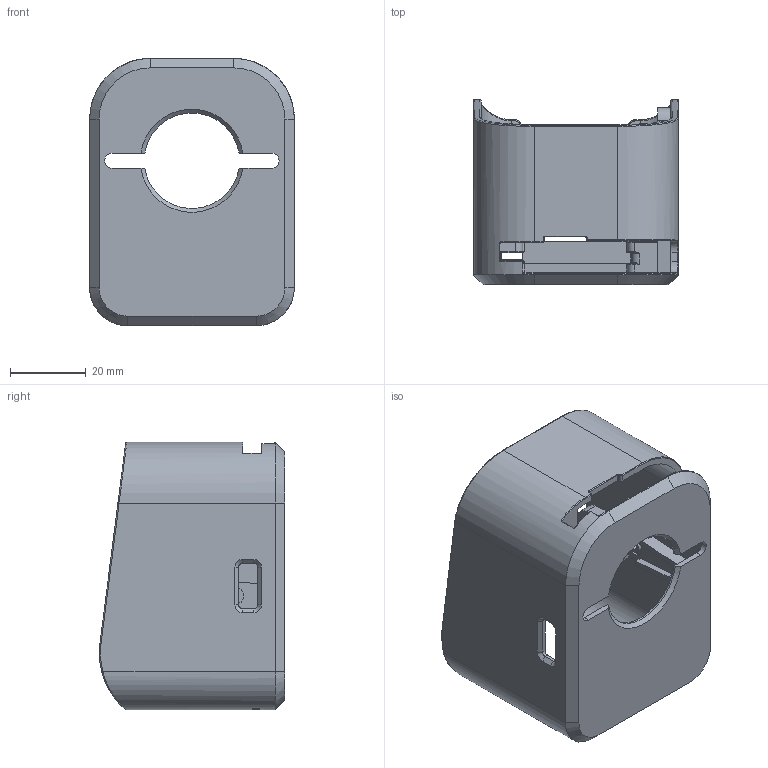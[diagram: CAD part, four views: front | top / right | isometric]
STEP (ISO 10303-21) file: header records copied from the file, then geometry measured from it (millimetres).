
FILE_DESCRIPTION(/* description */ (''),/* implementation_level */ '2;1');
FILE_NAME(/* name */ 'Shell.step',/* time_stamp */ '2022-07-24T15:07:46+09:00',/* author */ (''),/* organization */ (''),/* preprocessor_version */ 'ST-DEVELOPER v19',/* originating_system */ 'Autodesk Translation Framework v11.7.0.108',/* authorisation */ '');
FILE_SCHEMA (('AUTOMOTIVE_DESIGN { 1 0 10303 214 3 1 1 }'));
Length unit declared in the file: millimetre
Products named in the file (1): Fusion コンポーネント
Bounding box: 54 x 48.9 x 70.5 mm (x, y, z)
Volume: 26287.2 mm3; surface area: 23579.9 mm2
Topology: 1 solids, 1 shells, 292 faces, 738 edges, 444 vertices
Faces by surface type: cylinder 103, plane 97, bspline 44, torus 29, cone 19
Full cylindrical faces by diameter (mm): 2 x1, 3 x1, 3.8 x1, 5.5 x1, 5.6 x1
Entity records: 10019 total; most frequent: CARTESIAN_POINT 3148, ORIENTED_EDGE 1466, DIRECTION 1381, EDGE_CURVE 733, AXIS2_PLACEMENT_3D 497, VERTEX_POINT 444, LINE 387, VECTOR 387
